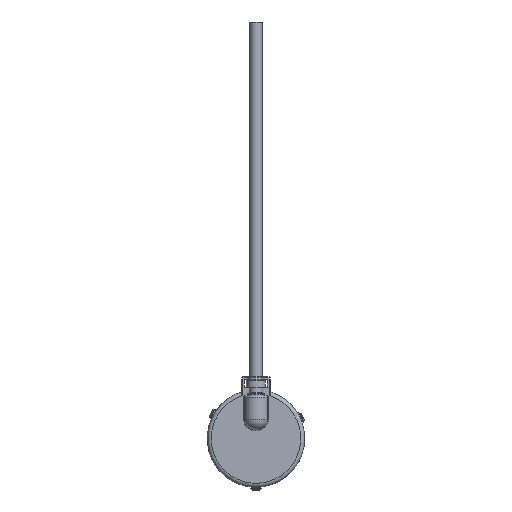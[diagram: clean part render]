
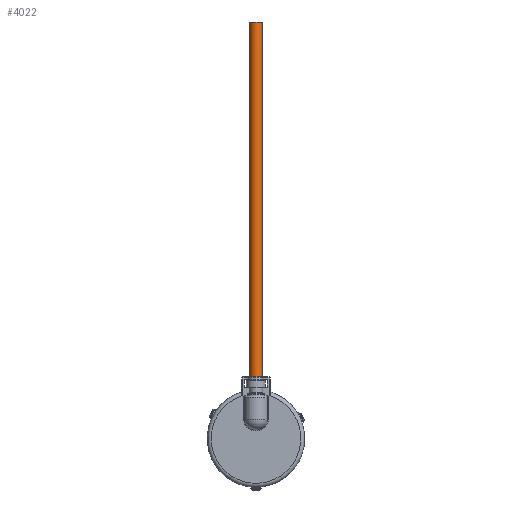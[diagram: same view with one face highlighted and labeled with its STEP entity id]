
A CAD part, front view. The second image highlights one B-rep face of the part: STEP entity #4022.
In plain terms, the highlighted cylindrical face has radius 2.5 mm (diameter 5 mm), a partial arc.
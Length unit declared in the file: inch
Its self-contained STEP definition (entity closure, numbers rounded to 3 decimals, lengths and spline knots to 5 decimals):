
#645 = CIRCLE ( 'NONE', #7247, 0.09843 ) ;
#772 = VERTEX_POINT ( 'NONE', #1443 ) ;
#855 = EDGE_CURVE ( 'NONE', #3753, #7975, #645, .T. ) ;
#901 = ORIENTED_EDGE ( 'NONE', *, *, #7689, .T. ) ;
#1209 = CARTESIAN_POINT ( 'NONE',  ( 0.09843, -1.02362, 6.39764 ) ) ;
#1326 = ORIENTED_EDGE ( 'NONE', *, *, #6629, .F. ) ;
#1443 = CARTESIAN_POINT ( 'NONE',  ( -0.09843, -1.02362, 6.39764 ) ) ;
#1478 = CIRCLE ( 'NONE', #2724, 0.09843 ) ;
#1751 = ORIENTED_EDGE ( 'NONE', *, *, #3437, .F. ) ;
#2068 = CYLINDRICAL_SURFACE ( 'NONE', #7393, 0.09843 ) ;
#2234 = VERTEX_POINT ( 'NONE', #1209 ) ;
#2313 = EDGE_LOOP ( 'NONE', ( #1751, #1326, #901, #4063 ) ) ;
#2528 = VECTOR ( 'NONE', #3426, 39.37008 ) ;
#2691 = DIRECTION ( 'NONE',  ( -1., 0., 0. ) ) ;
#2714 = DIRECTION ( 'NONE',  ( 0., 0., 1. ) ) ;
#2724 = AXIS2_PLACEMENT_3D ( 'NONE', #6707, #2714, #7355 ) ;
#3365 = CARTESIAN_POINT ( 'NONE',  ( 0., -1.02362, 6.39764 ) ) ;
#3426 = DIRECTION ( 'NONE',  ( 0., 0., -1. ) ) ;
#3437 = EDGE_CURVE ( 'NONE', #2234, #7975, #5660, .T. ) ;
#3594 = DIRECTION ( 'NONE',  ( 0., 0., -1. ) ) ;
#3753 = VERTEX_POINT ( 'NONE', #5092 ) ;
#4022 = ADVANCED_FACE ( 'NONE', ( #6059 ), #2068, .T. ) ;
#4063 = ORIENTED_EDGE ( 'NONE', *, *, #855, .T. ) ;
#4143 = CARTESIAN_POINT ( 'NONE',  ( -0.09843, -1.02362, 6.39764 ) ) ;
#4543 = LINE ( 'NONE', #4143, #2528 ) ;
#4712 = DIRECTION ( 'NONE',  ( 0., 0., 1. ) ) ;
#4860 = DIRECTION ( 'NONE',  ( 1., 0., 0. ) ) ;
#5092 = CARTESIAN_POINT ( 'NONE',  ( -0.09843, -1.02362, 0.94488 ) ) ;
#5403 = DIRECTION ( 'NONE',  ( 0., 0., -1. ) ) ;
#5449 = VECTOR ( 'NONE', #3594, 39.37008 ) ;
#5660 = LINE ( 'NONE', #6947, #5449 ) ;
#6059 = FACE_OUTER_BOUND ( 'NONE', #2313, .T. ) ;
#6168 = CARTESIAN_POINT ( 'NONE',  ( 0., -1.02362, 0.94488 ) ) ;
#6629 = EDGE_CURVE ( 'NONE', #772, #2234, #1478, .T. ) ;
#6707 = CARTESIAN_POINT ( 'NONE',  ( 0., -1.02362, 6.39764 ) ) ;
#6947 = CARTESIAN_POINT ( 'NONE',  ( 0.09843, -1.02362, 6.39764 ) ) ;
#7247 = AXIS2_PLACEMENT_3D ( 'NONE', #6168, #4712, #4860 ) ;
#7355 = DIRECTION ( 'NONE',  ( 1., 0., 0. ) ) ;
#7393 = AXIS2_PLACEMENT_3D ( 'NONE', #3365, #5403, #2691 ) ;
#7689 = EDGE_CURVE ( 'NONE', #772, #3753, #4543, .T. ) ;
#7975 = VERTEX_POINT ( 'NONE', #8400 ) ;
#8400 = CARTESIAN_POINT ( 'NONE',  ( 0.09843, -1.02362, 0.94488 ) ) ;
